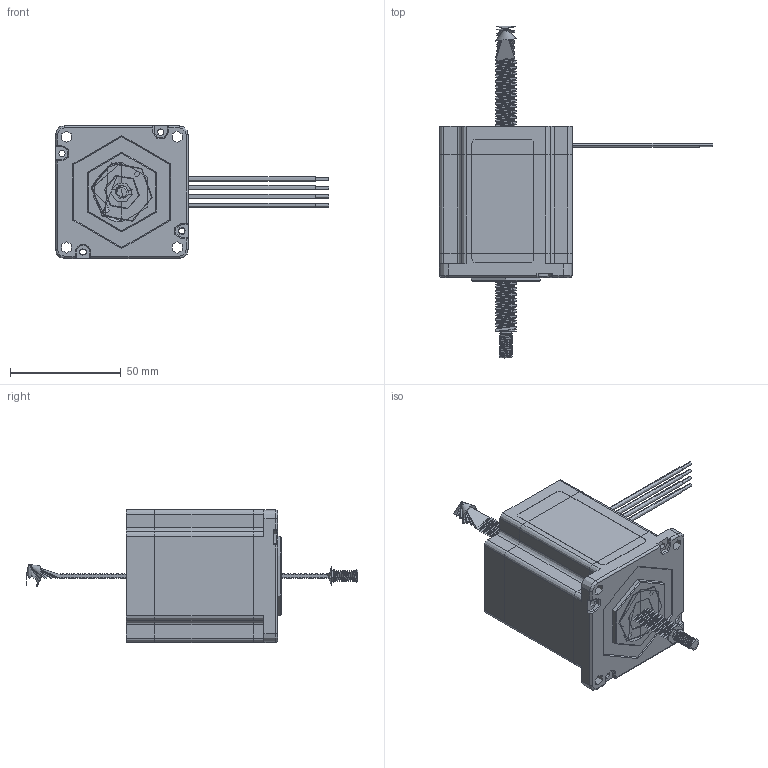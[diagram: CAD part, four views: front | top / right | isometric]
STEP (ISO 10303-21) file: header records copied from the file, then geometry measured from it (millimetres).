
FILE_DESCRIPTION (( 'STEP AP214' ), '1' );
FILE_NAME ('24N22-150.STEP', '2023-03-08T09:09:51', ( '' ), ( '' ), 'SwSTEP 2.0', 'SolidWorks 2022', '' );
FILE_SCHEMA (( 'AUTOMOTIVE_DESIGN' ));
Length unit declared in the file: millimetre
Products named in the file (16): 02-144.STP; 10-004.STP; 06-009(预紧螺母).STP; 24N22-150; 丝杆.STP; 隔磁片.STP; 零件1.STP; 01-159.STP; 24N22-150.STP; 07-040.STP; 07-011.STP; 03-198-1.STP; 24n轴.STP; 01-158.STP; 10-082.STP; 57双厚标签.STP
Assembly tree (20 placements, depth 3):
  24N22-150
    24N22-150.STP
      01-158.STP
      01-159.STP
      02-144.STP
      07-011.STP  x2
      10-082.STP
      丝杆.STP
      03-198-1.STP  x4
      隔磁片.STP
      07-040.STP  x2
      10-004.STP
      24n轴.STP
      57双厚标签.STP
      零件1.STP
      06-009(预紧螺母).STP
Bounding box: 123.4 x 150 x 60.1 mm (x, y, z)
Volume: 157473.8 mm3
Topology: 19 solids, 26 shells, 2579 faces, 7448 edges, 4943 vertices
Faces by surface type: cylinder 1469, plane 1056, cone 40, bspline 10, torus 4
Full cylindrical faces by diameter (mm): 8.455 x2, 9.527 x3
Entity records: 59344 total; most frequent: CARTESIAN_POINT 25603, ORIENTED_EDGE 7164, DIRECTION 6345, EDGE_CURVE 3582, VERTEX_POINT 2366, AXIS2_PLACEMENT_3D 2203, LINE 1939, VECTOR 1939
